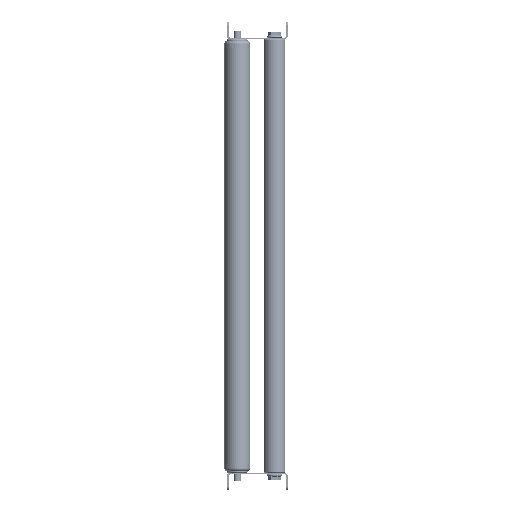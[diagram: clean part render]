
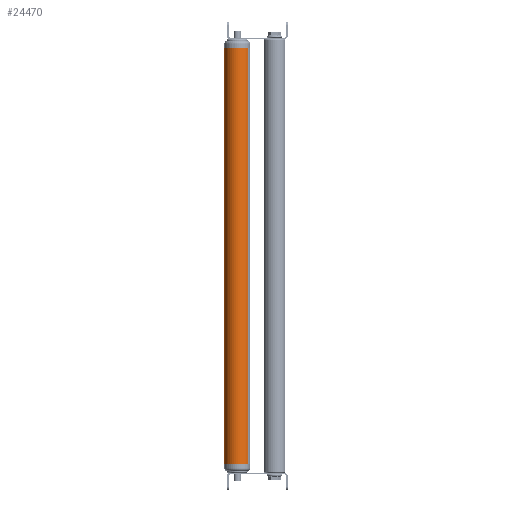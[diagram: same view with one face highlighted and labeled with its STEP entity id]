
A CAD part, left-side view. The second image highlights one B-rep face of the part: STEP entity #24470.
In plain terms, the highlighted cylindrical face has radius 15 mm (diameter 30 mm), a partial arc.
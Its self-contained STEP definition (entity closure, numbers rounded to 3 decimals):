
#1703 = CARTESIAN_POINT ( 'NONE',  ( 0., 0., 15. ) ) ;
#2049 = ORIENTED_EDGE ( 'NONE', *, *, #17654, .T. ) ;
#2787 = ORIENTED_EDGE ( 'NONE', *, *, #11192, .T. ) ;
#3363 = VERTEX_POINT ( 'NONE', #9144 ) ;
#3387 = DIRECTION ( 'NONE',  ( 1., 0., 0. ) ) ;
#4330 = DIRECTION ( 'NONE',  ( -1., 0., 0. ) ) ;
#5144 = CARTESIAN_POINT ( 'NONE',  ( 0., 0., -15. ) ) ;
#5780 = DIRECTION ( 'NONE',  ( -1., 0., 0. ) ) ;
#5798 = CARTESIAN_POINT ( 'NONE',  ( 480., 0., -15. ) ) ;
#5890 = EDGE_CURVE ( 'NONE', #3363, #15753, #15688, .T. ) ;
#6924 = CARTESIAN_POINT ( 'NONE',  ( 0., 0., 0. ) ) ;
#8089 = LINE ( 'NONE', #26872, #30197 ) ;
#8785 = CARTESIAN_POINT ( 'NONE',  ( 480., 0., 0. ) ) ;
#9144 = CARTESIAN_POINT ( 'NONE',  ( 480., 0., -15. ) ) ;
#10291 = EDGE_CURVE ( 'NONE', #15753, #26218, #8089, .T. ) ;
#10597 = CARTESIAN_POINT ( 'NONE',  ( 480., 0., 0. ) ) ;
#11098 = DIRECTION ( 'NONE',  ( 0., 0., -1. ) ) ;
#11192 = EDGE_CURVE ( 'NONE', #13914, #26218, #18945, .T. ) ;
#12126 = EDGE_LOOP ( 'NONE', ( #30083, #2049, #2787, #20941 ) ) ;
#13012 = CARTESIAN_POINT ( 'NONE',  ( 480., 0., 15. ) ) ;
#13018 = DIRECTION ( 'NONE',  ( -1., 0., 0. ) ) ;
#13706 = DIRECTION ( 'NONE',  ( 0., 0., 1. ) ) ;
#13914 = VERTEX_POINT ( 'NONE', #5144 ) ;
#14725 = VECTOR ( 'NONE', #13018, 1000. ) ;
#15688 = CIRCLE ( 'NONE', #18640, 15. ) ;
#15753 = VERTEX_POINT ( 'NONE', #13012 ) ;
#17654 = EDGE_CURVE ( 'NONE', #3363, #13914, #19955, .T. ) ;
#18640 = AXIS2_PLACEMENT_3D ( 'NONE', #10597, #3387, #22610 ) ;
#18945 = CIRCLE ( 'NONE', #28283, 15. ) ;
#18953 = AXIS2_PLACEMENT_3D ( 'NONE', #8785, #4330, #13706 ) ;
#19955 = LINE ( 'NONE', #5798, #14725 ) ;
#20941 = ORIENTED_EDGE ( 'NONE', *, *, #10291, .F. ) ;
#22610 = DIRECTION ( 'NONE',  ( 0., 0., -1. ) ) ;
#23104 = CYLINDRICAL_SURFACE ( 'NONE', #18953, 15. ) ;
#24470 = ADVANCED_FACE ( 'NONE', ( #25418 ), #23104, .T. ) ;
#25418 = FACE_OUTER_BOUND ( 'NONE', #12126, .T. ) ;
#26218 = VERTEX_POINT ( 'NONE', #1703 ) ;
#26872 = CARTESIAN_POINT ( 'NONE',  ( 480., 0., 15. ) ) ;
#27409 = DIRECTION ( 'NONE',  ( 1., 0., 0. ) ) ;
#28283 = AXIS2_PLACEMENT_3D ( 'NONE', #6924, #27409, #11098 ) ;
#30083 = ORIENTED_EDGE ( 'NONE', *, *, #5890, .F. ) ;
#30197 = VECTOR ( 'NONE', #5780, 1000. ) ;
